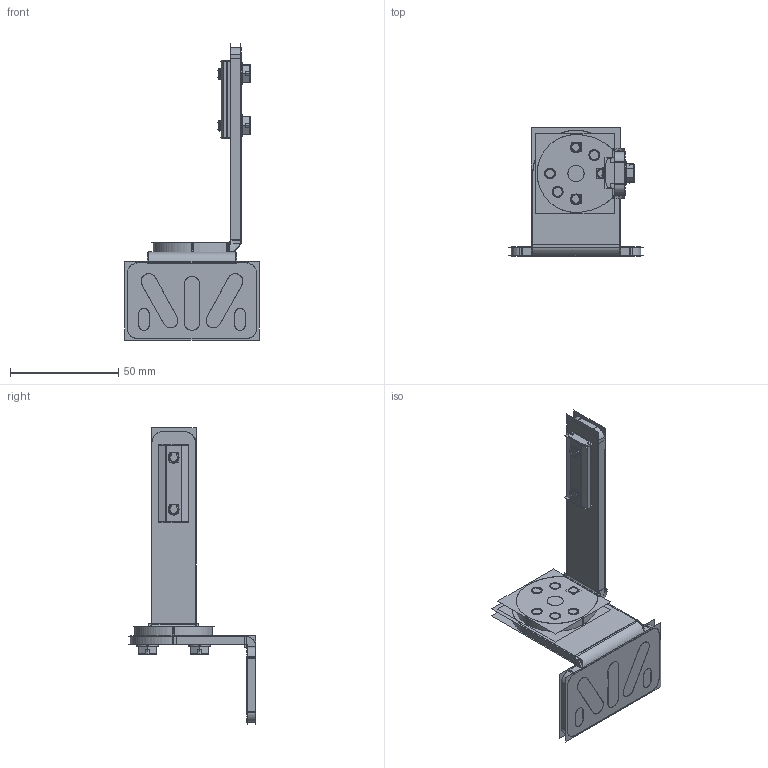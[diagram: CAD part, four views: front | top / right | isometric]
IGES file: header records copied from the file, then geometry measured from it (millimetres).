
Start section:  PTC IGES file: 182661.igs
Global section: file name: 182661.igs; native system: Creo Parametric by PTC Inc.; preprocessor: 2018300; author: pdmadmin; organization: Unknown; date: 20190801.102852; units: millimetre
Bounding box: 62.4 x 59.19 x 136.98 mm (x, y, z)
Volume: 28482.9 mm3; surface area: 108380.4 mm2
Topology: 7 solids, 15 shells, 1300 faces, 6702 edges, 8390 vertices
Faces by surface type: bspline 858, revolution 442
